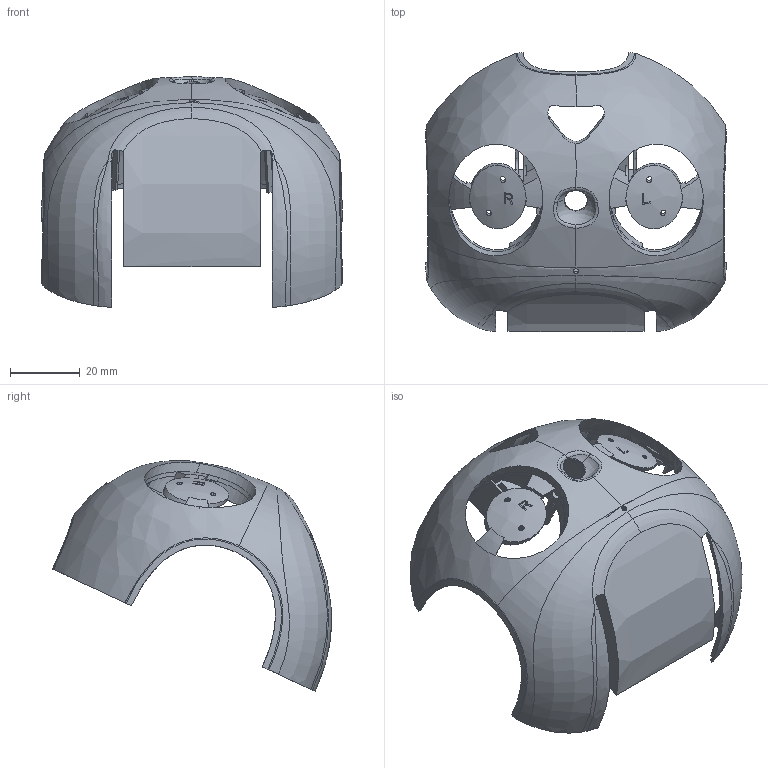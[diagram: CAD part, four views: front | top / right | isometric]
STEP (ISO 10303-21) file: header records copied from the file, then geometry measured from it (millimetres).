
FILE_DESCRIPTION((''),'2;1');
FILE_NAME('PR13_B_CVR_HEAD_F','2012-01-20T',('wook jang'),(''),'PRO/ENGINEER BY PARAMETRIC TECHNOLOGY CORPORATION, 2009060','PRO/ENGINEER BY PARAMETRIC TECHNOLOGY CORPORATION, 2009060','');
FILE_SCHEMA(('AUTOMOTIVE_DESIGN_CC06 { 1 0 10303 214 -2 1 8 1 }'));
Length unit declared in the file: millimetre
Products named in the file (1): PR13_B_CVR_HEAD_F
Bounding box: 86.16 x 79.99 x 66.14 mm (x, y, z)
Volume: 17066.1 mm3; surface area: 32793.3 mm2
Topology: 1 solids, 1 shells, 571 faces, 1614 edges, 1055 vertices
Faces by surface type: plane 245, extrusion 135, bspline 92, cylinder 59, cone 20, revolution 12, sphere 8
Entity records: 37039 total; most frequent: CARTESIAN_POINT 19083, ORIENTED_EDGE 3224, DIRECTION 1727, PRESENTATION_STYLE_ASSIGNMENT 1615, STYLED_ITEM 1613, CURVE_STYLE 1612, EDGE_CURVE 1612, VERTEX_POINT 1055
